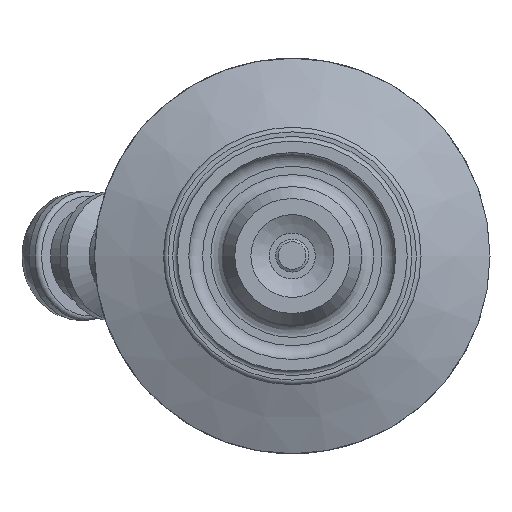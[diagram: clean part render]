
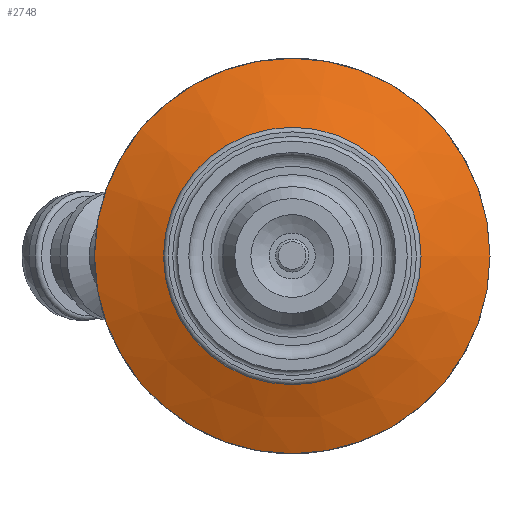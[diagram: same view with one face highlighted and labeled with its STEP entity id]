
A CAD part, front view. The second image highlights one B-rep face of the part: STEP entity #2748.
In plain terms, the highlighted conical face has half-angle 68.199 degrees and reference radius 17.75 mm.
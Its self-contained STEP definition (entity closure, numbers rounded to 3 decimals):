
#203=CONICAL_SURFACE('',#3055,17.75,1.19);
#277=FACE_OUTER_BOUND('',#442,.T.);
#442=EDGE_LOOP('',(#2033,#2034,#2035,#2036,#2037,#2038));
#587=LINE('',#4593,#690);
#690=VECTOR('',#3680,17.75);
#802=CIRCLE('',#2968,21.5);
#803=CIRCLE('',#2969,21.5);
#864=CIRCLE('',#3053,14.);
#865=CIRCLE('',#3054,14.);
#1046=VERTEX_POINT('',#4408);
#1047=VERTEX_POINT('',#4410);
#1101=VERTEX_POINT('',#4587);
#1102=VERTEX_POINT('',#4588);
#1367=EDGE_CURVE('',#1046,#1047,#802,.T.);
#1368=EDGE_CURVE('',#1047,#1046,#803,.T.);
#1440=EDGE_CURVE('',#1101,#1102,#864,.T.);
#1441=EDGE_CURVE('',#1102,#1101,#865,.T.);
#1443=EDGE_CURVE('',#1046,#1102,#587,.T.);
#2033=ORIENTED_EDGE('',*,*,#1368,.F.);
#2034=ORIENTED_EDGE('',*,*,#1367,.F.);
#2035=ORIENTED_EDGE('',*,*,#1443,.T.);
#2036=ORIENTED_EDGE('',*,*,#1441,.T.);
#2037=ORIENTED_EDGE('',*,*,#1440,.T.);
#2038=ORIENTED_EDGE('',*,*,#1443,.F.);
#2748=ADVANCED_FACE('',(#277),#203,.T.);
#2968=AXIS2_PLACEMENT_3D('',#4411,#3492,#3493);
#2969=AXIS2_PLACEMENT_3D('',#4412,#3494,#3495);
#3053=AXIS2_PLACEMENT_3D('',#4589,#3673,#3674);
#3054=AXIS2_PLACEMENT_3D('',#4590,#3675,#3676);
#3055=AXIS2_PLACEMENT_3D('',#4592,#3678,#3679);
#3492=DIRECTION('center_axis',(0.,1.,0.));
#3493=DIRECTION('ref_axis',(-1.,0.,0.));
#3494=DIRECTION('center_axis',(0.,1.,0.));
#3495=DIRECTION('ref_axis',(-1.,0.,0.));
#3673=DIRECTION('center_axis',(0.,1.,0.));
#3674=DIRECTION('ref_axis',(-1.,0.,0.));
#3675=DIRECTION('center_axis',(0.,1.,0.));
#3676=DIRECTION('ref_axis',(-1.,0.,0.));
#3678=DIRECTION('center_axis',(0.,1.,0.));
#3679=DIRECTION('ref_axis',(-1.,0.,0.));
#3680=DIRECTION('',(-0.928,-0.371,0.));
#4408=CARTESIAN_POINT('',(21.5,15.,0.));
#4410=CARTESIAN_POINT('',(-21.5,15.,0.));
#4411=CARTESIAN_POINT('Origin',(0.,15.,0.));
#4412=CARTESIAN_POINT('Origin',(0.,15.,0.));
#4587=CARTESIAN_POINT('',(-14.,12.,0.));
#4588=CARTESIAN_POINT('',(14.,12.,0.));
#4589=CARTESIAN_POINT('Origin',(0.,12.,0.));
#4590=CARTESIAN_POINT('Origin',(0.,12.,0.));
#4592=CARTESIAN_POINT('Origin',(0.,13.5,0.));
#4593=CARTESIAN_POINT('',(17.75,13.5,0.));
